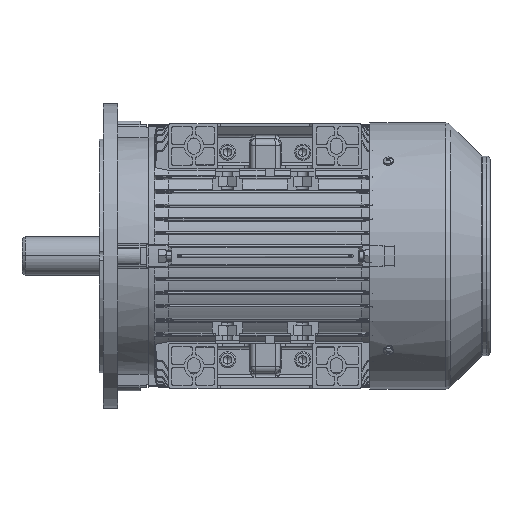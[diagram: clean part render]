
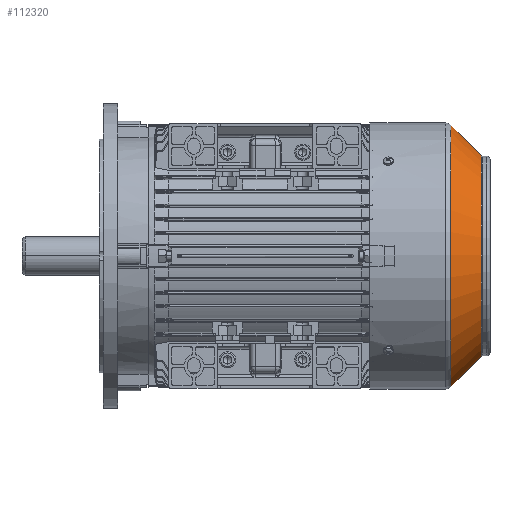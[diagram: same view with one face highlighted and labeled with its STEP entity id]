
A CAD part, front view. The second image highlights one B-rep face of the part: STEP entity #112320.
In plain terms, the highlighted conical face has half-angle 45 degrees and reference radius 98.586 mm.
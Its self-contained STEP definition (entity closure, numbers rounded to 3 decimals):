
#21567 = CARTESIAN_POINT ( 'NONE',  ( 79.593, 0., 0. ) ) ;
#21599 = DIRECTION ( 'NONE',  ( -1., 0., 0. ) ) ;
#21672 = DIRECTION ( 'NONE',  ( 0., 0., 1. ) ) ;
#95250 = VERTEX_POINT ( 'NONE', #144638 ) ;
#95253 = VERTEX_POINT ( 'NONE', #144634 ) ;
#95325 = VERTEX_POINT ( 'NONE', #145230 ) ;
#95326 = VERTEX_POINT ( 'NONE', #145229 ) ;
#95333 = EDGE_CURVE ( 'NONE', #95326, #95253, #145209, .T. ) ;
#95388 = EDGE_CURVE ( 'NONE', #95325, #95250, #145532, .T. ) ;
#95401 = EDGE_CURVE ( 'NONE', #95326, #95325, #145471, .T. ) ;
#112320 = ADVANCED_FACE ( 'NONE', ( #158597 ), #158585, .T. ) ;
#112323 = EDGE_LOOP ( 'NONE', ( #112326, #112328, #112332, #112337 ) ) ;
#112326 = ORIENTED_EDGE ( 'NONE', *, *, #95333, .F. ) ;
#112328 = ORIENTED_EDGE ( 'NONE', *, *, #95401, .T. ) ;
#112332 = ORIENTED_EDGE ( 'NONE', *, *, #95388, .T. ) ;
#112337 = ORIENTED_EDGE ( 'NONE', *, *, #112338, .F. ) ;
#112338 = EDGE_CURVE ( 'NONE', #95253, #95250, #158712, .T. ) ;
#144634 = CARTESIAN_POINT ( 'NONE',  ( 79.593, 0., -128.407 ) ) ;
#144638 = CARTESIAN_POINT ( 'NONE',  ( 79.593, 0., 128.407 ) ) ;
#145186 = DIRECTION ( 'NONE',  ( -0.707, 0., -0.707 ) ) ;
#145188 = VECTOR ( 'NONE', #145186, 1000. ) ;
#145190 = CARTESIAN_POINT ( 'NONE',  ( 109.414, 0., -98.586 ) ) ;
#145209 = LINE ( 'NONE', #145190, #145188 ) ;
#145229 = CARTESIAN_POINT ( 'NONE',  ( 109.414, 0., -98.586 ) ) ;
#145230 = CARTESIAN_POINT ( 'NONE',  ( 109.414, 0., 98.586 ) ) ;
#145468 = DIRECTION ( 'NONE',  ( -1., 0., 0. ) ) ;
#145469 = CARTESIAN_POINT ( 'NONE',  ( 109.414, 0., 0. ) ) ;
#145470 = AXIS2_PLACEMENT_3D ( 'NONE', #145469, #145468, #145692 ) ;
#145471 = CIRCLE ( 'NONE', #145470, 98.586 ) ;
#145528 = DIRECTION ( 'NONE',  ( -0.707, 0., 0.707 ) ) ;
#145530 = VECTOR ( 'NONE', #145528, 1000. ) ;
#145531 = CARTESIAN_POINT ( 'NONE',  ( 109.414, 0., 98.586 ) ) ;
#145532 = LINE ( 'NONE', #145531, #145530 ) ;
#145692 = DIRECTION ( 'NONE',  ( 0., 0., 1. ) ) ;
#158568 = DIRECTION ( 'NONE',  ( 0., 0., 1. ) ) ;
#158570 = DIRECTION ( 'NONE',  ( -1., 0., 0. ) ) ;
#158572 = CARTESIAN_POINT ( 'NONE',  ( 109.414, 0., 0. ) ) ;
#158575 = AXIS2_PLACEMENT_3D ( 'NONE', #158572, #158570, #158568 ) ;
#158585 = CONICAL_SURFACE ( 'NONE', #158575, 98.586, 0.785 ) ;
#158597 = FACE_OUTER_BOUND ( 'NONE', #112323, .T. ) ;
#158710 = AXIS2_PLACEMENT_3D ( 'NONE', #21567, #21599, #21672 ) ;
#158712 = CIRCLE ( 'NONE', #158710, 128.407 ) ;
